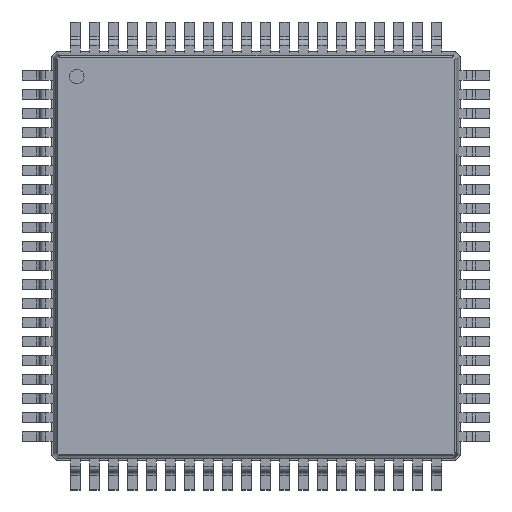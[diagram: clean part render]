
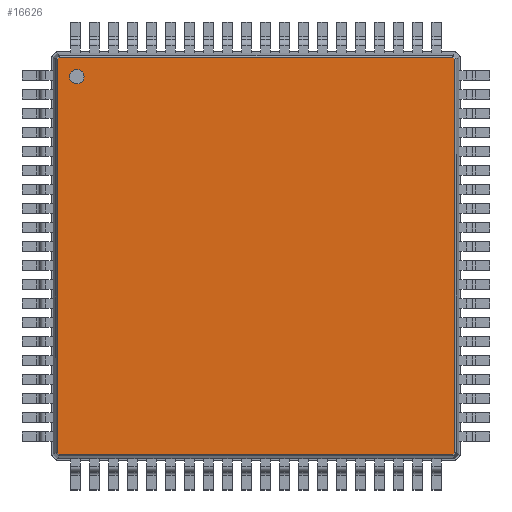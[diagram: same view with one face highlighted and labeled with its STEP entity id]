
A CAD part, top view. The second image highlights one B-rep face of the part: STEP entity #16626.
In plain terms, the highlighted planar face has unit normal (0, 0, 1).
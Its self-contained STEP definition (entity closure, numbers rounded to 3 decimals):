
#8045 = VERTEX_POINT('',#8046);
#8046 = CARTESIAN_POINT('',(-6.724,6.789,1.1));
#8336 = EDGE_CURVE('',#8045,#8337,#8339,.T.);
#8337 = VERTEX_POINT('',#8338);
#8338 = CARTESIAN_POINT('',(6.724,6.789,1.1));
#8339 = B_SPLINE_CURVE_WITH_KNOTS('',2,(#8340,#8341,#8342,#8343,#8344),
.UNSPECIFIED.,.F.,.F.,(3,1,1,3),(-0.7,-0.04,
13.52,14.18),.UNSPECIFIED.);
#8340 = CARTESIAN_POINT('',(-7.44,6.789,1.1));
#8341 = CARTESIAN_POINT('',(-7.11,6.789,1.1));
#8342 = CARTESIAN_POINT('',(0.,6.789,1.1));
#8343 = CARTESIAN_POINT('',(7.11,6.789,1.1));
#8344 = CARTESIAN_POINT('',(7.44,6.789,1.1));
#15602 = EDGE_CURVE('',#8337,#15603,#15605,.T.);
#15603 = VERTEX_POINT('',#15604);
#15604 = CARTESIAN_POINT('',(6.789,6.724,1.1));
#15605 = B_SPLINE_CURVE_WITH_KNOTS('',2,(#15606,#15607,#15608,#15609,
#15610),.UNSPECIFIED.,.F.,.F.,(3,1,1,3),(-0.291,
-0.04,0.167,0.418),.UNSPECIFIED.);
#15606 = CARTESIAN_POINT('',(6.505,7.007,1.1));
#15607 = CARTESIAN_POINT('',(6.594,6.918,1.1));
#15608 = CARTESIAN_POINT('',(6.756,6.756,1.1));
#15609 = CARTESIAN_POINT('',(6.918,6.594,1.1));
#15610 = CARTESIAN_POINT('',(7.007,6.505,1.1));
#15923 = VERTEX_POINT('',#15924);
#15924 = CARTESIAN_POINT('',(-6.789,6.724,1.1));
#16601 = EDGE_CURVE('',#15923,#8045,#16602,.T.);
#16602 = B_SPLINE_CURVE_WITH_KNOTS('',2,(#16603,#16604,#16605,#16606,
#16607),.UNSPECIFIED.,.F.,.F.,(3,1,1,3),(-0.291,
-0.04,0.167,0.418),.UNSPECIFIED.);
#16603 = CARTESIAN_POINT('',(-7.007,6.505,1.1));
#16604 = CARTESIAN_POINT('',(-6.918,6.594,1.1));
#16605 = CARTESIAN_POINT('',(-6.756,6.756,1.1));
#16606 = CARTESIAN_POINT('',(-6.594,6.918,1.1));
#16607 = CARTESIAN_POINT('',(-6.505,7.007,1.1));
#16626 = ADVANCED_FACE('',(#16627,#16680),#16691,.T.);
#16627 = FACE_BOUND('',#16628,.T.);
#16628 = EDGE_LOOP('',(#16629,#16630,#16631,#16632,#16642,#16652,#16662,
#16672));
#16629 = ORIENTED_EDGE('',*,*,#15602,.F.);
#16630 = ORIENTED_EDGE('',*,*,#8336,.F.);
#16631 = ORIENTED_EDGE('',*,*,#16601,.F.);
#16632 = ORIENTED_EDGE('',*,*,#16633,.F.);
#16633 = EDGE_CURVE('',#16634,#15923,#16636,.T.);
#16634 = VERTEX_POINT('',#16635);
#16635 = CARTESIAN_POINT('',(-6.789,-6.724,1.1));
#16636 = B_SPLINE_CURVE_WITH_KNOTS('',2,(#16637,#16638,#16639,#16640,
#16641),.UNSPECIFIED.,.F.,.F.,(3,1,1,3),(-0.7,
-0.04,13.52,14.18),
.UNSPECIFIED.);
#16637 = CARTESIAN_POINT('',(-6.789,-7.44,1.1));
#16638 = CARTESIAN_POINT('',(-6.789,-7.11,1.1));
#16639 = CARTESIAN_POINT('',(-6.789,0.,1.1));
#16640 = CARTESIAN_POINT('',(-6.789,7.11,1.1));
#16641 = CARTESIAN_POINT('',(-6.789,7.44,1.1));
#16642 = ORIENTED_EDGE('',*,*,#16643,.F.);
#16643 = EDGE_CURVE('',#16644,#16634,#16646,.T.);
#16644 = VERTEX_POINT('',#16645);
#16645 = CARTESIAN_POINT('',(-6.724,-6.789,1.1));
#16646 = B_SPLINE_CURVE_WITH_KNOTS('',2,(#16647,#16648,#16649,#16650,
#16651),.UNSPECIFIED.,.F.,.F.,(3,1,1,3),(-0.291,
-0.04,0.167,0.418),.UNSPECIFIED.);
#16647 = CARTESIAN_POINT('',(-6.505,-7.007,1.1));
#16648 = CARTESIAN_POINT('',(-6.594,-6.918,1.1));
#16649 = CARTESIAN_POINT('',(-6.756,-6.756,1.1));
#16650 = CARTESIAN_POINT('',(-6.918,-6.594,1.1));
#16651 = CARTESIAN_POINT('',(-7.007,-6.505,1.1));
#16652 = ORIENTED_EDGE('',*,*,#16653,.F.);
#16653 = EDGE_CURVE('',#16654,#16644,#16656,.T.);
#16654 = VERTEX_POINT('',#16655);
#16655 = CARTESIAN_POINT('',(6.724,-6.789,1.1));
#16656 = B_SPLINE_CURVE_WITH_KNOTS('',2,(#16657,#16658,#16659,#16660,
#16661),.UNSPECIFIED.,.F.,.F.,(3,1,1,3),(-0.7,
-0.04,13.52,14.18),
.UNSPECIFIED.);
#16657 = CARTESIAN_POINT('',(7.44,-6.789,1.1));
#16658 = CARTESIAN_POINT('',(7.11,-6.789,1.1));
#16659 = CARTESIAN_POINT('',(0.,-6.789,1.1));
#16660 = CARTESIAN_POINT('',(-7.11,-6.789,1.1));
#16661 = CARTESIAN_POINT('',(-7.44,-6.789,1.1));
#16662 = ORIENTED_EDGE('',*,*,#16663,.F.);
#16663 = EDGE_CURVE('',#16664,#16654,#16666,.T.);
#16664 = VERTEX_POINT('',#16665);
#16665 = CARTESIAN_POINT('',(6.789,-6.724,1.1));
#16666 = B_SPLINE_CURVE_WITH_KNOTS('',2,(#16667,#16668,#16669,#16670,
#16671),.UNSPECIFIED.,.F.,.F.,(3,1,1,3),(-0.291,
-0.04,0.167,0.418),.UNSPECIFIED.);
#16667 = CARTESIAN_POINT('',(7.007,-6.505,1.1));
#16668 = CARTESIAN_POINT('',(6.918,-6.594,1.1));
#16669 = CARTESIAN_POINT('',(6.756,-6.756,1.1));
#16670 = CARTESIAN_POINT('',(6.594,-6.918,1.1));
#16671 = CARTESIAN_POINT('',(6.505,-7.007,1.1));
#16672 = ORIENTED_EDGE('',*,*,#16673,.F.);
#16673 = EDGE_CURVE('',#15603,#16664,#16674,.T.);
#16674 = B_SPLINE_CURVE_WITH_KNOTS('',2,(#16675,#16676,#16677,#16678,
#16679),.UNSPECIFIED.,.F.,.F.,(3,1,1,3),(-0.7,
-0.04,13.52,14.18),
.UNSPECIFIED.);
#16675 = CARTESIAN_POINT('',(6.789,7.44,1.1));
#16676 = CARTESIAN_POINT('',(6.789,7.11,1.1));
#16677 = CARTESIAN_POINT('',(6.789,0.,1.1));
#16678 = CARTESIAN_POINT('',(6.789,-7.11,1.1));
#16679 = CARTESIAN_POINT('',(6.789,-7.44,1.1));
#16680 = FACE_BOUND('',#16681,.T.);
#16681 = EDGE_LOOP('',(#16682));
#16682 = ORIENTED_EDGE('',*,*,#16683,.F.);
#16683 = EDGE_CURVE('',#16684,#16684,#16686,.T.);
#16684 = VERTEX_POINT('',#16685);
#16685 = CARTESIAN_POINT('',(-6.129,5.879,1.1));
#16686 = CIRCLE('',#16687,0.25);
#16687 = AXIS2_PLACEMENT_3D('',#16688,#16689,#16690);
#16688 = CARTESIAN_POINT('',(-6.129,6.129,1.1));
#16689 = DIRECTION('',(0.,0.,1.));
#16690 = DIRECTION('',(0.,-1.,0.));
#16691 = PLANE('',#16692);
#16692 = AXIS2_PLACEMENT_3D('',#16693,#16694,#16695);
#16693 = CARTESIAN_POINT('',(-6.74,6.829,1.1));
#16694 = DIRECTION('',(0.,0.,1.));
#16695 = DIRECTION('',(0.702,-0.712,0.));
